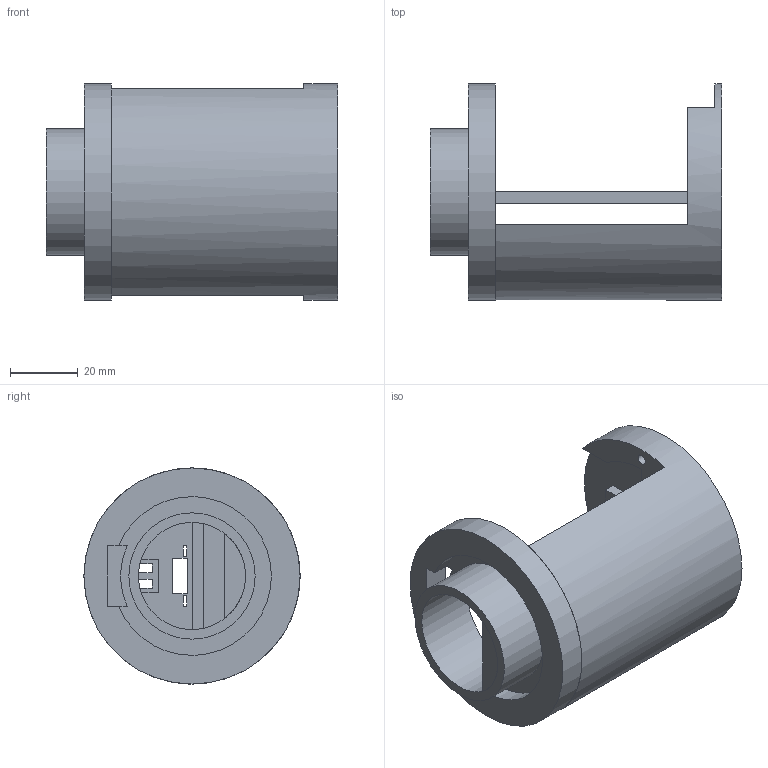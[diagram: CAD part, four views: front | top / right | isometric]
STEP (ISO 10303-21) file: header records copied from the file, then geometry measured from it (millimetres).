
FILE_DESCRIPTION(/* description */ (''),/* implementation_level */ '2;1');
FILE_NAME(/* name */ 'esp32-bed.step',/* time_stamp */ '2024-01-16T15:25:28+11:00',/* author */ (''),/* organization */ (''),/* preprocessor_version */ 'ST-DEVELOPER v20',/* originating_system */ 'Autodesk Translation Framework v12.14.0.127',/* authorisation */ '');
FILE_SCHEMA (('AUTOMOTIVE_DESIGN { 1 0 10303 214 3 1 1 }'));
Length unit declared in the file: millimetre
Products named in the file (3): esp32-board; pvc-connector; main-body
Assembly tree (2 placements, depth 2):
  esp32-board
    pvc-connector
    main-body
Bounding box: 86.2 x 64 x 64 mm (x, y, z)
Volume: 107296.7 mm3; surface area: 34702 mm2
Topology: 2 solids, 2 shells, 66 faces, 175 edges, 116 vertices
Faces by surface type: plane 49, cylinder 17
Full cylindrical faces by diameter (mm): 3 x2, 4.5 x2, 31.75 x1, 37.4 x1, 64 x2
Entity records: 2164 total; most frequent: CARTESIAN_POINT 362, DIRECTION 357, ORIENTED_EDGE 350, EDGE_CURVE 175, LINE 135, VECTOR 135, VERTEX_POINT 116, AXIS2_PLACEMENT_3D 111
